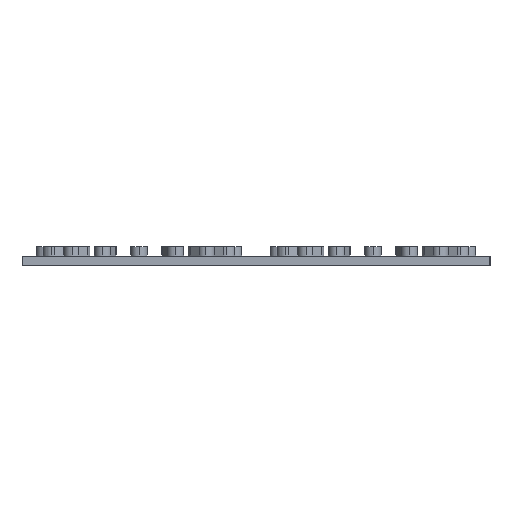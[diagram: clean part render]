
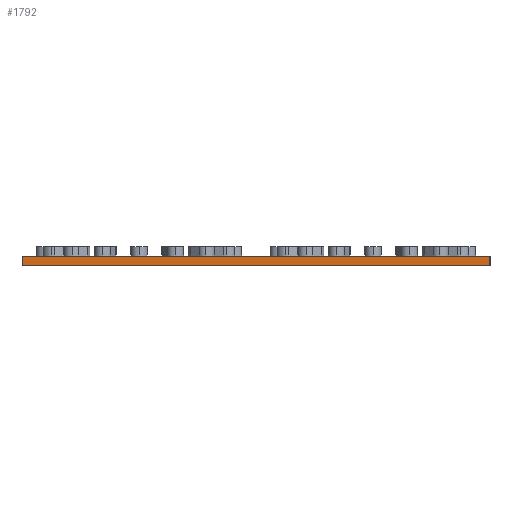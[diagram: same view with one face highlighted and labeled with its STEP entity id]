
A CAD part, left-side view. The second image highlights one B-rep face of the part: STEP entity #1792.
In plain terms, the highlighted planar face has unit normal (-1, 0, 0).
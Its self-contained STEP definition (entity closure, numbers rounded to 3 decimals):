
#1792 = ADVANCED_FACE ( 'NONE', ( #37664 ), #30691, .T. ) ;
#1814 = CARTESIAN_POINT ( 'NONE',  ( -50., -25., 0. ) ) ;
#2098 = ORIENTED_EDGE ( 'NONE', *, *, #21988, .T. ) ;
#2745 = EDGE_CURVE ( 'NONE', #22361, #42136, #19203, .T. ) ;
#4675 = CARTESIAN_POINT ( 'NONE',  ( -50., -25., -1. ) ) ;
#5005 = EDGE_CURVE ( 'NONE', #29090, #39843, #16319, .T. ) ;
#7747 = DIRECTION ( 'NONE',  ( 0., 0., 1. ) ) ;
#8274 = DIRECTION ( 'NONE',  ( 0., -1., 0. ) ) ;
#9762 = VECTOR ( 'NONE', #13588, 1000. ) ;
#13587 = VECTOR ( 'NONE', #23984, 1000. ) ;
#13588 = DIRECTION ( 'NONE',  ( 0., 0., 1. ) ) ;
#15896 = CARTESIAN_POINT ( 'NONE',  ( -50., 25., 0. ) ) ;
#16319 = LINE ( 'NONE', #41430, #13587 ) ;
#19203 = LINE ( 'NONE', #43684, #38015 ) ;
#19822 = EDGE_CURVE ( 'NONE', #29090, #22361, #39630, .T. ) ;
#21988 = EDGE_CURVE ( 'NONE', #39843, #42136, #44836, .T. ) ;
#22361 = VERTEX_POINT ( 'NONE', #15896 ) ;
#23984 = DIRECTION ( 'NONE',  ( 0., -1., 0. ) ) ;
#24742 = CARTESIAN_POINT ( 'NONE',  ( -50., 25., -1. ) ) ;
#25176 = VECTOR ( 'NONE', #7747, 1000. ) ;
#26505 = EDGE_LOOP ( 'NONE', ( #26718, #31716, #32005, #2098 ) ) ;
#26718 = ORIENTED_EDGE ( 'NONE', *, *, #2745, .F. ) ;
#28480 = CARTESIAN_POINT ( 'NONE',  ( -50., -25., -1. ) ) ;
#29090 = VERTEX_POINT ( 'NONE', #32523 ) ;
#30691 = PLANE ( 'NONE',  #37876 ) ;
#31716 = ORIENTED_EDGE ( 'NONE', *, *, #19822, .F. ) ;
#32005 = ORIENTED_EDGE ( 'NONE', *, *, #5005, .T. ) ;
#32213 = DIRECTION ( 'NONE',  ( 0., 0., 1. ) ) ;
#32523 = CARTESIAN_POINT ( 'NONE',  ( -50., 25., -1. ) ) ;
#35240 = DIRECTION ( 'NONE',  ( -1., 0., 0. ) ) ;
#37664 = FACE_OUTER_BOUND ( 'NONE', #26505, .T. ) ;
#37876 = AXIS2_PLACEMENT_3D ( 'NONE', #28480, #35240, #32213 ) ;
#38015 = VECTOR ( 'NONE', #8274, 1000. ) ;
#39630 = LINE ( 'NONE', #24742, #25176 ) ;
#39843 = VERTEX_POINT ( 'NONE', #4675 ) ;
#41430 = CARTESIAN_POINT ( 'NONE',  ( -50., -25., -1. ) ) ;
#42136 = VERTEX_POINT ( 'NONE', #1814 ) ;
#43684 = CARTESIAN_POINT ( 'NONE',  ( -50., -25., 0. ) ) ;
#44836 = LINE ( 'NONE', #45287, #9762 ) ;
#45287 = CARTESIAN_POINT ( 'NONE',  ( -50., -25., -1. ) ) ;
